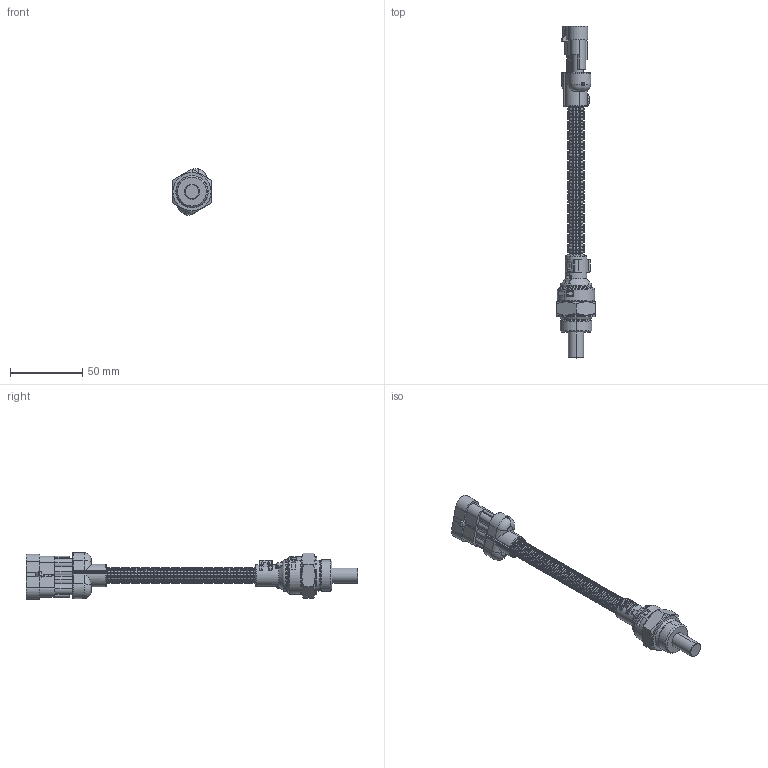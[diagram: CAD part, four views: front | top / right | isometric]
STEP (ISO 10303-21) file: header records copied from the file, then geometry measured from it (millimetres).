
FILE_DESCRIPTION (( 'STEP AP214' ), '1' );
FILE_NAME ('589.STEP', '2020-02-13T10:27:20', ( '' ), ( '' ), 'SwSTEP 2.0', 'SolidWorks 2019', '' );
FILE_SCHEMA (( 'AUTOMOTIVE_DESIGN' ));
Length unit declared in the file: millimetre
Products named in the file (1): 589
Bounding box: 27 x 229.9 x 32.26 mm (x, y, z)
Surface area: 18940.2 mm2 (no closed solid volume)
Topology: 0 solids, 53 shells, 947 faces, 2556 edges, 1577 vertices
Faces by surface type: torus 336, cylinder 237, cone 196, plane 153, bspline 21, sphere 4
Entity records: 40991 total; most frequent: CARTESIAN_POINT 6731, DIRECTION 5587, ORIENTED_EDGE 4515, EDGE_CURVE 2555, AXIS2_PLACEMENT_3D 2314, VERTEX_POINT 1577, CIRCLE 1387, EDGE_LOOP 964
